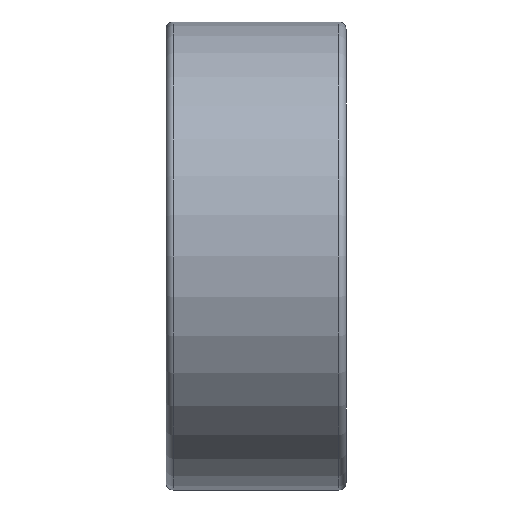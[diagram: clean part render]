
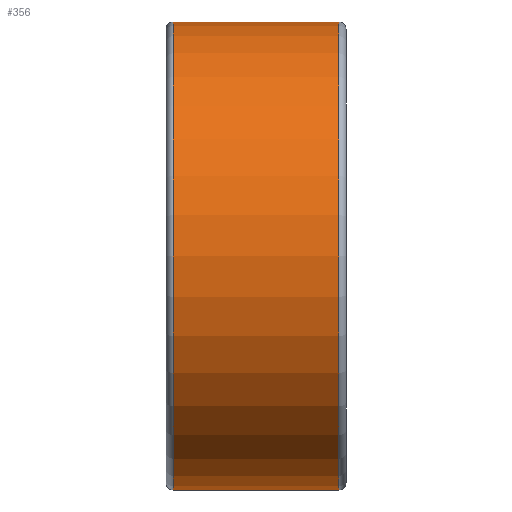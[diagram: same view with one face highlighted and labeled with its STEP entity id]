
A CAD part, front view. The second image highlights one B-rep face of the part: STEP entity #356.
In plain terms, the highlighted cylindrical face has radius 6.5 mm (diameter 13 mm), a partial arc.
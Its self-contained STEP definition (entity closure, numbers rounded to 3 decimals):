
#5 = CARTESIAN_POINT ( 'NONE',  ( 4.8, 0., 6.5 ) ) ;
#27 = VERTEX_POINT ( 'NONE', #928 ) ;
#62 = FACE_OUTER_BOUND ( 'NONE', #294, .T. ) ;
#85 = EDGE_CURVE ( 'NONE', #231, #27, #807, .T. ) ;
#110 = DIRECTION ( 'NONE',  ( 0., 0., -1. ) ) ;
#117 = DIRECTION ( 'NONE',  ( 1., 0., 0. ) ) ;
#137 = CARTESIAN_POINT ( 'NONE',  ( 4.8, 0., 0. ) ) ;
#142 = DIRECTION ( 'NONE',  ( 0., 0., -1. ) ) ;
#145 = DIRECTION ( 'NONE',  ( 1., 0., 0. ) ) ;
#146 = CARTESIAN_POINT ( 'NONE',  ( 4.8, 0., 0. ) ) ;
#231 = VERTEX_POINT ( 'NONE', #5 ) ;
#270 = AXIS2_PLACEMENT_3D ( 'NONE', #137, #145, #142 ) ;
#271 = AXIS2_PLACEMENT_3D ( 'NONE', #612, #610, #609 ) ;
#294 = EDGE_LOOP ( 'NONE', ( #898, #735, #437, #549 ) ) ;
#338 = CIRCLE ( 'NONE', #271, 6.5 ) ;
#356 = ADVANCED_FACE ( 'NONE', ( #62 ), #500, .T. ) ;
#403 = VECTOR ( 'NONE', #642, 1000. ) ;
#437 = ORIENTED_EDGE ( 'NONE', *, *, #842, .T. ) ;
#473 = AXIS2_PLACEMENT_3D ( 'NONE', #146, #117, #110 ) ;
#485 = LINE ( 'NONE', #671, #403 ) ;
#500 = CYLINDRICAL_SURFACE ( 'NONE', #473, 6.5 ) ;
#549 = ORIENTED_EDGE ( 'NONE', *, *, #85, .F. ) ;
#609 = DIRECTION ( 'NONE',  ( 0., 0., -1. ) ) ;
#610 = DIRECTION ( 'NONE',  ( 1., 0., 0. ) ) ;
#612 = CARTESIAN_POINT ( 'NONE',  ( 0.2, 0., 0. ) ) ;
#642 = DIRECTION ( 'NONE',  ( 1., 0., 0. ) ) ;
#671 = CARTESIAN_POINT ( 'NONE',  ( 4.8, 0., 6.5 ) ) ;
#735 = ORIENTED_EDGE ( 'NONE', *, *, #1100, .T. ) ;
#807 = CIRCLE ( 'NONE', #270, 6.5 ) ;
#810 = CARTESIAN_POINT ( 'NONE',  ( 0.2, 0., -6.5 ) ) ;
#838 = CARTESIAN_POINT ( 'NONE',  ( 0.2, 0., 6.5 ) ) ;
#842 = EDGE_CURVE ( 'NONE', #918, #27, #1087, .T. ) ;
#868 = DIRECTION ( 'NONE',  ( 1., 0., 0. ) ) ;
#879 = CARTESIAN_POINT ( 'NONE',  ( 4.8, 0., -6.5 ) ) ;
#890 = VERTEX_POINT ( 'NONE', #838 ) ;
#898 = ORIENTED_EDGE ( 'NONE', *, *, #1053, .F. ) ;
#918 = VERTEX_POINT ( 'NONE', #810 ) ;
#928 = CARTESIAN_POINT ( 'NONE',  ( 4.8, 0., -6.5 ) ) ;
#1019 = VECTOR ( 'NONE', #868, 1000. ) ;
#1053 = EDGE_CURVE ( 'NONE', #890, #231, #485, .T. ) ;
#1087 = LINE ( 'NONE', #879, #1019 ) ;
#1100 = EDGE_CURVE ( 'NONE', #890, #918, #338, .T. ) ;
